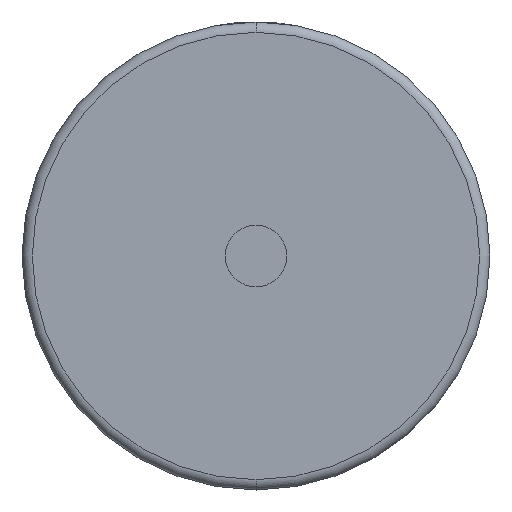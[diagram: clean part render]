
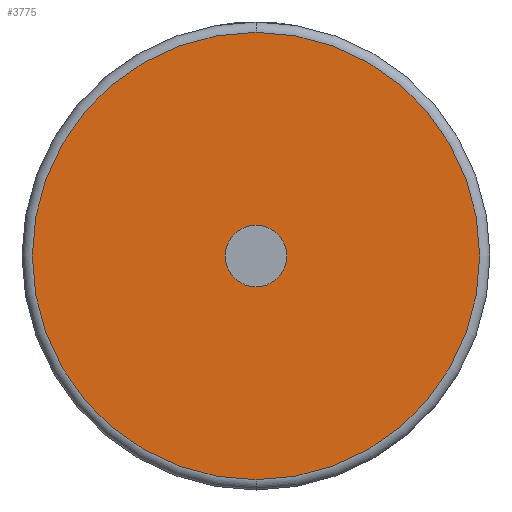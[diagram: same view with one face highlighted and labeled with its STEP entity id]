
A CAD part, front view. The second image highlights one B-rep face of the part: STEP entity #3775.
In plain terms, the highlighted planar face has unit normal (0, -1, 0).
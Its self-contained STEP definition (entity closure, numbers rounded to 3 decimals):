
#40 = ORIENTED_EDGE ( 'NONE', *, *, #3320, .F. ) ;
#58 = FACE_OUTER_BOUND ( 'NONE', #2996, .T. ) ;
#67 = DIRECTION ( 'NONE',  ( 0., 1., 0. ) ) ;
#190 = AXIS2_PLACEMENT_3D ( 'NONE', #3729, #2899, #550 ) ;
#195 = CARTESIAN_POINT ( 'NONE',  ( 0., 0., 0. ) ) ;
#298 = PLANE ( 'NONE',  #2156 ) ;
#353 = VERTEX_POINT ( 'NONE', #2465 ) ;
#463 = DIRECTION ( 'NONE',  ( 0., -1., 0. ) ) ;
#503 = DIRECTION ( 'NONE',  ( 0., -1., 0. ) ) ;
#545 = VERTEX_POINT ( 'NONE', #2299 ) ;
#550 = DIRECTION ( 'NONE',  ( 0., 0., 1. ) ) ;
#754 = AXIS2_PLACEMENT_3D ( 'NONE', #2197, #1036, #798 ) ;
#798 = DIRECTION ( 'NONE',  ( 0., 0., 1. ) ) ;
#819 = EDGE_CURVE ( 'NONE', #545, #353, #3586, .T. ) ;
#1036 = DIRECTION ( 'NONE',  ( 0., -1., 0. ) ) ;
#1125 = EDGE_LOOP ( 'NONE', ( #40, #1465 ) ) ;
#1244 = CIRCLE ( 'NONE', #1924, 6. ) ;
#1338 = ORIENTED_EDGE ( 'NONE', *, *, #2009, .T. ) ;
#1412 = VERTEX_POINT ( 'NONE', #2487 ) ;
#1465 = ORIENTED_EDGE ( 'NONE', *, *, #3547, .F. ) ;
#1469 = CARTESIAN_POINT ( 'NONE',  ( 0., 0., 6. ) ) ;
#1655 = FACE_BOUND ( 'NONE', #1125, .T. ) ;
#1771 = ORIENTED_EDGE ( 'NONE', *, *, #819, .T. ) ;
#1924 = AXIS2_PLACEMENT_3D ( 'NONE', #195, #503, #2771 ) ;
#2009 = EDGE_CURVE ( 'NONE', #353, #545, #2436, .T. ) ;
#2156 = AXIS2_PLACEMENT_3D ( 'NONE', #2935, #67, #2982 ) ;
#2197 = CARTESIAN_POINT ( 'NONE',  ( 0., 0., 0. ) ) ;
#2261 = VERTEX_POINT ( 'NONE', #1469 ) ;
#2299 = CARTESIAN_POINT ( 'NONE',  ( 0., 0., 43.5 ) ) ;
#2436 = CIRCLE ( 'NONE', #754, 43.5 ) ;
#2465 = CARTESIAN_POINT ( 'NONE',  ( 0., 0., -43.5 ) ) ;
#2487 = CARTESIAN_POINT ( 'NONE',  ( 0., 0., -6. ) ) ;
#2746 = DIRECTION ( 'NONE',  ( 0., 0., 1. ) ) ;
#2771 = DIRECTION ( 'NONE',  ( 0., 0., 1. ) ) ;
#2899 = DIRECTION ( 'NONE',  ( 0., -1., 0. ) ) ;
#2935 = CARTESIAN_POINT ( 'NONE',  ( 0., 0., 0. ) ) ;
#2936 = CIRCLE ( 'NONE', #190, 6. ) ;
#2982 = DIRECTION ( 'NONE',  ( 0., 0., 1. ) ) ;
#2996 = EDGE_LOOP ( 'NONE', ( #1771, #1338 ) ) ;
#3320 = EDGE_CURVE ( 'NONE', #2261, #1412, #2936, .T. ) ;
#3342 = CARTESIAN_POINT ( 'NONE',  ( 0., 0., 0. ) ) ;
#3422 = AXIS2_PLACEMENT_3D ( 'NONE', #3342, #463, #2746 ) ;
#3547 = EDGE_CURVE ( 'NONE', #1412, #2261, #1244, .T. ) ;
#3586 = CIRCLE ( 'NONE', #3422, 43.5 ) ;
#3729 = CARTESIAN_POINT ( 'NONE',  ( 0., 0., 0. ) ) ;
#3775 = ADVANCED_FACE ( 'NONE', ( #58, #1655 ), #298, .F. ) ;
